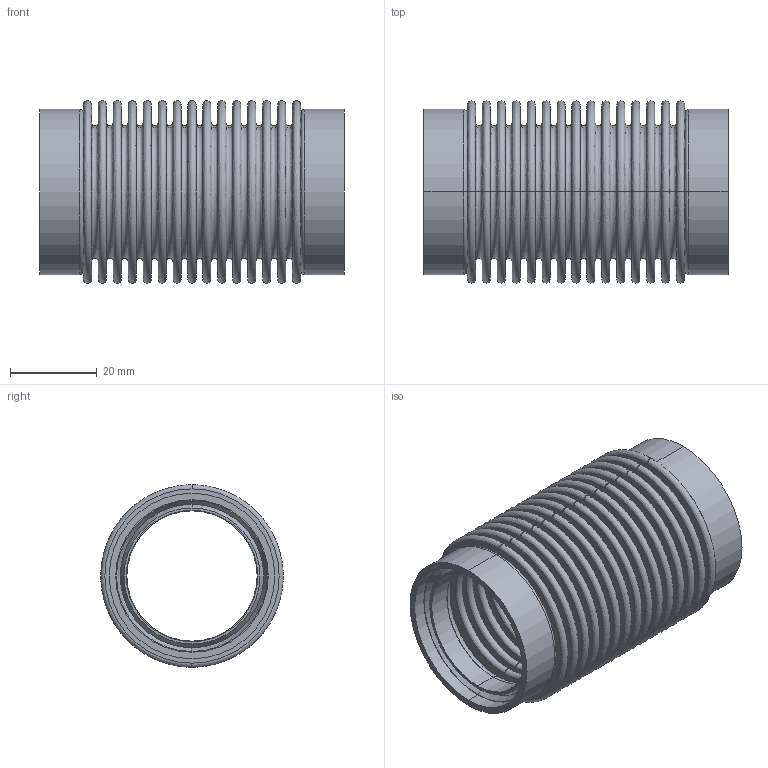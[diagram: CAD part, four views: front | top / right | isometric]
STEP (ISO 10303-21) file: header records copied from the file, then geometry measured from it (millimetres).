
FILE_DESCRIPTION( (''), '2;1');
FILE_NAME ('CAD716.3508.IC40A_1124.stp','2017-05-12T14:50:06',(''),(''),'spGate 12.6.6','','');
FILE_SCHEMA (('AUTOMOTIVE_DESIGN'));
Length unit declared in the file: millimetre
Products named in the file (4): Assembly; IC40A-1; IC40A-2; IC40A-3
Assembly tree (3 placements, depth 2):
  Assembly
    IC40A-1
    IC40A-2
    IC40A-3
Bounding box: 70 x 42 x 42 mm (x, y, z)
Volume: 10010.2 mm3; surface area: 54221 mm2
Topology: 3 solids, 3 shells, 230 faces, 460 edges, 300 vertices
Faces by surface type: bspline 140, plane 70, cylinder 20
Entity records: 13122 total; most frequent: CARTESIAN_POINT 4796, ORIENTED_EDGE 920, DIRECTION 796, COLOUR_RGB 693, PRESENTATION_STYLE_ASSIGNMENT 693, STYLED_ITEM 693, EDGE_CURVE 460, DRAUGHTING_PRE_DEFINED_CURVE_FONT 460
